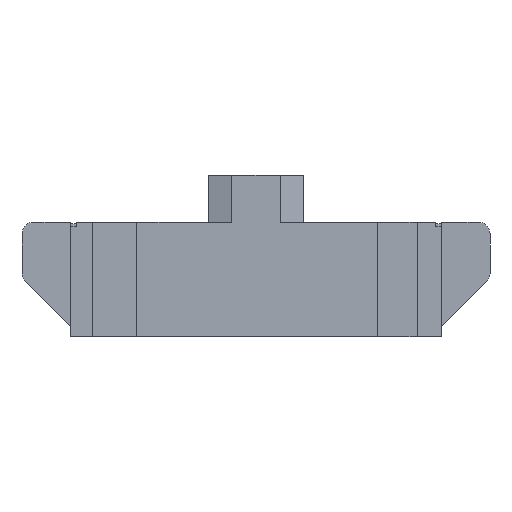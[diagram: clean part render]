
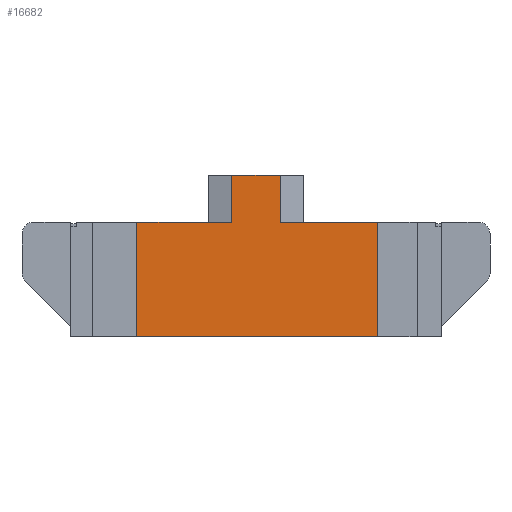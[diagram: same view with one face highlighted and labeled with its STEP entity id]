
A CAD part, front view. The second image highlights one B-rep face of the part: STEP entity #16682.
In plain terms, the highlighted planar face has unit normal (0, -1, 0).
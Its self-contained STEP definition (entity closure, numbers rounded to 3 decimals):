
#44 = PLANE('',#45);
#45 = AXIS2_PLACEMENT_3D('',#46,#47,#48);
#46 = CARTESIAN_POINT('',(-16.,56.,-5.5));
#47 = DIRECTION('',(0.,0.,1.));
#48 = DIRECTION('',(0.,-1.,0.));
#100 = PLANE('',#101);
#101 = AXIS2_PLACEMENT_3D('',#102,#103,#104);
#102 = CARTESIAN_POINT('',(-10.95,39.2,2.3));
#103 = DIRECTION('',(-0.,0.,-1.));
#104 = DIRECTION('',(0.,1.,0.));
#156 = PLANE('',#157);
#157 = AXIS2_PLACEMENT_3D('',#158,#159,#160);
#158 = CARTESIAN_POINT('',(-1.65,-40.,5.5));
#159 = DIRECTION('',(0.,0.,1.));
#160 = DIRECTION('',(1.,0.,-0.));
#212 = PLANE('',#213);
#213 = AXIS2_PLACEMENT_3D('',#214,#215,#216);
#214 = CARTESIAN_POINT('',(-10.95,39.2,2.3));
#215 = DIRECTION('',(-0.,0.,-1.));
#216 = DIRECTION('',(0.,1.,0.));
#749 = VERTEX_POINT('',#750);
#750 = CARTESIAN_POINT('',(-8.1,-39.9,-5.5));
#764 = PLANE('',#765);
#765 = AXIS2_PLACEMENT_3D('',#766,#767,#768);
#766 = CARTESIAN_POINT('',(-8.1,-39.1,2.3));
#767 = DIRECTION('',(-1.,0.,0.));
#768 = DIRECTION('',(0.,-1.,0.));
#776 = EDGE_CURVE('',#749,#777,#779,.T.);
#777 = VERTEX_POINT('',#778);
#778 = CARTESIAN_POINT('',(8.25,-39.9,-5.5));
#779 = SURFACE_CURVE('',#780,(#784,#791),.PCURVE_S1.);
#780 = LINE('',#781,#782);
#781 = CARTESIAN_POINT('',(12.,-39.9,-5.5));
#782 = VECTOR('',#783,1.);
#783 = DIRECTION('',(1.,0.,0.));
#784 = PCURVE('',#44,#785);
#785 = DEFINITIONAL_REPRESENTATION('',(#786),#790);
#786 = LINE('',#787,#788);
#787 = CARTESIAN_POINT('',(95.9,28.));
#788 = VECTOR('',#789,1.);
#789 = DIRECTION('',(0.,1.));
#790 = ( GEOMETRIC_REPRESENTATION_CONTEXT(2) 
PARAMETRIC_REPRESENTATION_CONTEXT() REPRESENTATION_CONTEXT('2D SPACE',''
  ) );
#791 = PCURVE('',#792,#797);
#792 = PLANE('',#793);
#793 = AXIS2_PLACEMENT_3D('',#794,#795,#796);
#794 = CARTESIAN_POINT('',(8.,-39.9,-7.7));
#795 = DIRECTION('',(0.,1.,0.));
#796 = DIRECTION('',(0.,0.,1.));
#797 = DEFINITIONAL_REPRESENTATION('',(#798),#802);
#798 = LINE('',#799,#800);
#799 = CARTESIAN_POINT('',(2.2,4.));
#800 = VECTOR('',#801,1.);
#801 = DIRECTION('',(0.,1.));
#802 = ( GEOMETRIC_REPRESENTATION_CONTEXT(2) 
PARAMETRIC_REPRESENTATION_CONTEXT() REPRESENTATION_CONTEXT('2D SPACE',''
  ) );
#820 = PLANE('',#821);
#821 = AXIS2_PLACEMENT_3D('',#822,#823,#824);
#822 = CARTESIAN_POINT('',(8.25,-39.2,2.3));
#823 = DIRECTION('',(-1.,0.,0.));
#824 = DIRECTION('',(0.,-1.,0.));
#8136 = VERTEX_POINT('',#8137);
#8137 = CARTESIAN_POINT('',(-1.65,-39.9,2.3));
#8151 = PLANE('',#8152);
#8152 = AXIS2_PLACEMENT_3D('',#8153,#8154,#8155);
#8153 = CARTESIAN_POINT('',(-2.45,-39.667,2.3));
#8154 = DIRECTION('',(0.28,0.96,0.));
#8155 = DIRECTION('',(0.,0.,-1.));
#8163 = EDGE_CURVE('',#8136,#8164,#8166,.T.);
#8164 = VERTEX_POINT('',#8165);
#8165 = CARTESIAN_POINT('',(-8.1,-39.9,2.3));
#8166 = SURFACE_CURVE('',#8167,(#8171,#8178),.PCURVE_S1.);
#8167 = LINE('',#8168,#8169);
#8168 = CARTESIAN_POINT('',(12.6,-39.9,2.3));
#8169 = VECTOR('',#8170,1.);
#8170 = DIRECTION('',(-1.,0.,0.));
#8171 = PCURVE('',#212,#8172);
#8172 = DEFINITIONAL_REPRESENTATION('',(#8173),#8177);
#8173 = LINE('',#8174,#8175);
#8174 = CARTESIAN_POINT('',(-79.1,23.55));
#8175 = VECTOR('',#8176,1.);
#8176 = DIRECTION('',(0.,-1.));
#8177 = ( GEOMETRIC_REPRESENTATION_CONTEXT(2) 
PARAMETRIC_REPRESENTATION_CONTEXT() REPRESENTATION_CONTEXT('2D SPACE',''
  ) );
#8178 = PCURVE('',#792,#8179);
#8179 = DEFINITIONAL_REPRESENTATION('',(#8180),#8184);
#8180 = LINE('',#8181,#8182);
#8181 = CARTESIAN_POINT('',(10.,4.6));
#8182 = VECTOR('',#8183,1.);
#8183 = DIRECTION('',(0.,-1.));
#8184 = ( GEOMETRIC_REPRESENTATION_CONTEXT(2) 
PARAMETRIC_REPRESENTATION_CONTEXT() REPRESENTATION_CONTEXT('2D SPACE',''
  ) );
#8590 = VERTEX_POINT('',#8591);
#8591 = CARTESIAN_POINT('',(8.25,-39.9,2.3));
#8612 = EDGE_CURVE('',#8590,#8613,#8615,.T.);
#8613 = VERTEX_POINT('',#8614);
#8614 = CARTESIAN_POINT('',(1.65,-39.9,2.3));
#8615 = SURFACE_CURVE('',#8616,(#8620,#8627),.PCURVE_S1.);
#8616 = LINE('',#8617,#8618);
#8617 = CARTESIAN_POINT('',(12.6,-39.9,2.3));
#8618 = VECTOR('',#8619,1.);
#8619 = DIRECTION('',(-1.,0.,0.));
#8620 = PCURVE('',#100,#8621);
#8621 = DEFINITIONAL_REPRESENTATION('',(#8622),#8626);
#8622 = LINE('',#8623,#8624);
#8623 = CARTESIAN_POINT('',(-79.1,23.55));
#8624 = VECTOR('',#8625,1.);
#8625 = DIRECTION('',(0.,-1.));
#8626 = ( GEOMETRIC_REPRESENTATION_CONTEXT(2) 
PARAMETRIC_REPRESENTATION_CONTEXT() REPRESENTATION_CONTEXT('2D SPACE',''
  ) );
#8627 = PCURVE('',#792,#8628);
#8628 = DEFINITIONAL_REPRESENTATION('',(#8629),#8633);
#8629 = LINE('',#8630,#8631);
#8630 = CARTESIAN_POINT('',(10.,4.6));
#8631 = VECTOR('',#8632,1.);
#8632 = DIRECTION('',(0.,-1.));
#8633 = ( GEOMETRIC_REPRESENTATION_CONTEXT(2) 
PARAMETRIC_REPRESENTATION_CONTEXT() REPRESENTATION_CONTEXT('2D SPACE',''
  ) );
#8651 = PLANE('',#8652);
#8652 = AXIS2_PLACEMENT_3D('',#8653,#8654,#8655);
#8653 = CARTESIAN_POINT('',(2.45,-39.667,2.3));
#8654 = DIRECTION('',(0.28,-0.96,0.));
#8655 = DIRECTION('',(0.,0.,-1.));
#16662 = EDGE_CURVE('',#749,#8164,#16663,.T.);
#16663 = SURFACE_CURVE('',#16664,(#16668,#16675),.PCURVE_S1.);
#16664 = LINE('',#16665,#16666);
#16665 = CARTESIAN_POINT('',(-8.1,-39.9,-1.6));
#16666 = VECTOR('',#16667,1.);
#16667 = DIRECTION('',(0.,-0.,1.));
#16668 = PCURVE('',#764,#16669);
#16669 = DEFINITIONAL_REPRESENTATION('',(#16670),#16674);
#16670 = LINE('',#16671,#16672);
#16671 = CARTESIAN_POINT('',(0.8,-3.9));
#16672 = VECTOR('',#16673,1.);
#16673 = DIRECTION('',(0.,1.));
#16674 = ( GEOMETRIC_REPRESENTATION_CONTEXT(2) 
PARAMETRIC_REPRESENTATION_CONTEXT() REPRESENTATION_CONTEXT('2D SPACE',''
  ) );
#16675 = PCURVE('',#792,#16676);
#16676 = DEFINITIONAL_REPRESENTATION('',(#16677),#16681);
#16677 = LINE('',#16678,#16679);
#16678 = CARTESIAN_POINT('',(6.1,-16.1));
#16679 = VECTOR('',#16680,1.);
#16680 = DIRECTION('',(1.,0.));
#16681 = ( GEOMETRIC_REPRESENTATION_CONTEXT(2) 
PARAMETRIC_REPRESENTATION_CONTEXT() REPRESENTATION_CONTEXT('2D SPACE',''
  ) );
#16682 = ADVANCED_FACE('',(#16683),#792,.F.);
#16683 = FACE_BOUND('',#16684,.F.);
#16684 = EDGE_LOOP('',(#16685,#16686,#16687,#16688,#16711,#16734,#16755,
    #16756));
#16685 = ORIENTED_EDGE('',*,*,#776,.F.);
#16686 = ORIENTED_EDGE('',*,*,#16662,.T.);
#16687 = ORIENTED_EDGE('',*,*,#8163,.F.);
#16688 = ORIENTED_EDGE('',*,*,#16689,.F.);
#16689 = EDGE_CURVE('',#16690,#8136,#16692,.T.);
#16690 = VERTEX_POINT('',#16691);
#16691 = CARTESIAN_POINT('',(-1.65,-39.9,5.5));
#16692 = SURFACE_CURVE('',#16693,(#16697,#16704),.PCURVE_S1.);
#16693 = LINE('',#16694,#16695);
#16694 = CARTESIAN_POINT('',(-1.65,-39.9,2.3));
#16695 = VECTOR('',#16696,1.);
#16696 = DIRECTION('',(0.,0.,-1.));
#16697 = PCURVE('',#792,#16698);
#16698 = DEFINITIONAL_REPRESENTATION('',(#16699),#16703);
#16699 = LINE('',#16700,#16701);
#16700 = CARTESIAN_POINT('',(10.,-9.65));
#16701 = VECTOR('',#16702,1.);
#16702 = DIRECTION('',(-1.,0.));
#16703 = ( GEOMETRIC_REPRESENTATION_CONTEXT(2) 
PARAMETRIC_REPRESENTATION_CONTEXT() REPRESENTATION_CONTEXT('2D SPACE',''
  ) );
#16704 = PCURVE('',#8151,#16705);
#16705 = DEFINITIONAL_REPRESENTATION('',(#16706),#16710);
#16706 = LINE('',#16707,#16708);
#16707 = CARTESIAN_POINT('',(0.,-0.833));
#16708 = VECTOR('',#16709,1.);
#16709 = DIRECTION('',(1.,-0.));
#16710 = ( GEOMETRIC_REPRESENTATION_CONTEXT(2) 
PARAMETRIC_REPRESENTATION_CONTEXT() REPRESENTATION_CONTEXT('2D SPACE',''
  ) );
#16711 = ORIENTED_EDGE('',*,*,#16712,.F.);
#16712 = EDGE_CURVE('',#16713,#16690,#16715,.T.);
#16713 = VERTEX_POINT('',#16714);
#16714 = CARTESIAN_POINT('',(1.65,-39.9,5.5));
#16715 = SURFACE_CURVE('',#16716,(#16720,#16727),.PCURVE_S1.);
#16716 = LINE('',#16717,#16718);
#16717 = CARTESIAN_POINT('',(3.25,-39.9,5.5));
#16718 = VECTOR('',#16719,1.);
#16719 = DIRECTION('',(-1.,0.,0.));
#16720 = PCURVE('',#792,#16721);
#16721 = DEFINITIONAL_REPRESENTATION('',(#16722),#16726);
#16722 = LINE('',#16723,#16724);
#16723 = CARTESIAN_POINT('',(13.2,-4.75));
#16724 = VECTOR('',#16725,1.);
#16725 = DIRECTION('',(0.,-1.));
#16726 = ( GEOMETRIC_REPRESENTATION_CONTEXT(2) 
PARAMETRIC_REPRESENTATION_CONTEXT() REPRESENTATION_CONTEXT('2D SPACE',''
  ) );
#16727 = PCURVE('',#156,#16728);
#16728 = DEFINITIONAL_REPRESENTATION('',(#16729),#16733);
#16729 = LINE('',#16730,#16731);
#16730 = CARTESIAN_POINT('',(4.9,0.1));
#16731 = VECTOR('',#16732,1.);
#16732 = DIRECTION('',(-1.,0.));
#16733 = ( GEOMETRIC_REPRESENTATION_CONTEXT(2) 
PARAMETRIC_REPRESENTATION_CONTEXT() REPRESENTATION_CONTEXT('2D SPACE',''
  ) );
#16734 = ORIENTED_EDGE('',*,*,#16735,.F.);
#16735 = EDGE_CURVE('',#8613,#16713,#16736,.T.);
#16736 = SURFACE_CURVE('',#16737,(#16741,#16748),.PCURVE_S1.);
#16737 = LINE('',#16738,#16739);
#16738 = CARTESIAN_POINT('',(1.65,-39.9,3.9));
#16739 = VECTOR('',#16740,1.);
#16740 = DIRECTION('',(-0.,0.,1.));
#16741 = PCURVE('',#792,#16742);
#16742 = DEFINITIONAL_REPRESENTATION('',(#16743),#16747);
#16743 = LINE('',#16744,#16745);
#16744 = CARTESIAN_POINT('',(11.6,-6.35));
#16745 = VECTOR('',#16746,1.);
#16746 = DIRECTION('',(1.,0.));
#16747 = ( GEOMETRIC_REPRESENTATION_CONTEXT(2) 
PARAMETRIC_REPRESENTATION_CONTEXT() REPRESENTATION_CONTEXT('2D SPACE',''
  ) );
#16748 = PCURVE('',#8651,#16749);
#16749 = DEFINITIONAL_REPRESENTATION('',(#16750),#16754);
#16750 = LINE('',#16751,#16752);
#16751 = CARTESIAN_POINT('',(-1.6,-0.833));
#16752 = VECTOR('',#16753,1.);
#16753 = DIRECTION('',(-1.,0.));
#16754 = ( GEOMETRIC_REPRESENTATION_CONTEXT(2) 
PARAMETRIC_REPRESENTATION_CONTEXT() REPRESENTATION_CONTEXT('2D SPACE',''
  ) );
#16755 = ORIENTED_EDGE('',*,*,#8612,.F.);
#16756 = ORIENTED_EDGE('',*,*,#16757,.F.);
#16757 = EDGE_CURVE('',#777,#8590,#16758,.T.);
#16758 = SURFACE_CURVE('',#16759,(#16763,#16770),.PCURVE_S1.);
#16759 = LINE('',#16760,#16761);
#16760 = CARTESIAN_POINT('',(8.25,-39.9,-1.6));
#16761 = VECTOR('',#16762,1.);
#16762 = DIRECTION('',(0.,-0.,1.));
#16763 = PCURVE('',#792,#16764);
#16764 = DEFINITIONAL_REPRESENTATION('',(#16765),#16769);
#16765 = LINE('',#16766,#16767);
#16766 = CARTESIAN_POINT('',(6.1,0.25));
#16767 = VECTOR('',#16768,1.);
#16768 = DIRECTION('',(1.,0.));
#16769 = ( GEOMETRIC_REPRESENTATION_CONTEXT(2) 
PARAMETRIC_REPRESENTATION_CONTEXT() REPRESENTATION_CONTEXT('2D SPACE',''
  ) );
#16770 = PCURVE('',#820,#16771);
#16771 = DEFINITIONAL_REPRESENTATION('',(#16772),#16776);
#16772 = LINE('',#16773,#16774);
#16773 = CARTESIAN_POINT('',(0.7,-3.9));
#16774 = VECTOR('',#16775,1.);
#16775 = DIRECTION('',(0.,1.));
#16776 = ( GEOMETRIC_REPRESENTATION_CONTEXT(2) 
PARAMETRIC_REPRESENTATION_CONTEXT() REPRESENTATION_CONTEXT('2D SPACE',''
  ) );
